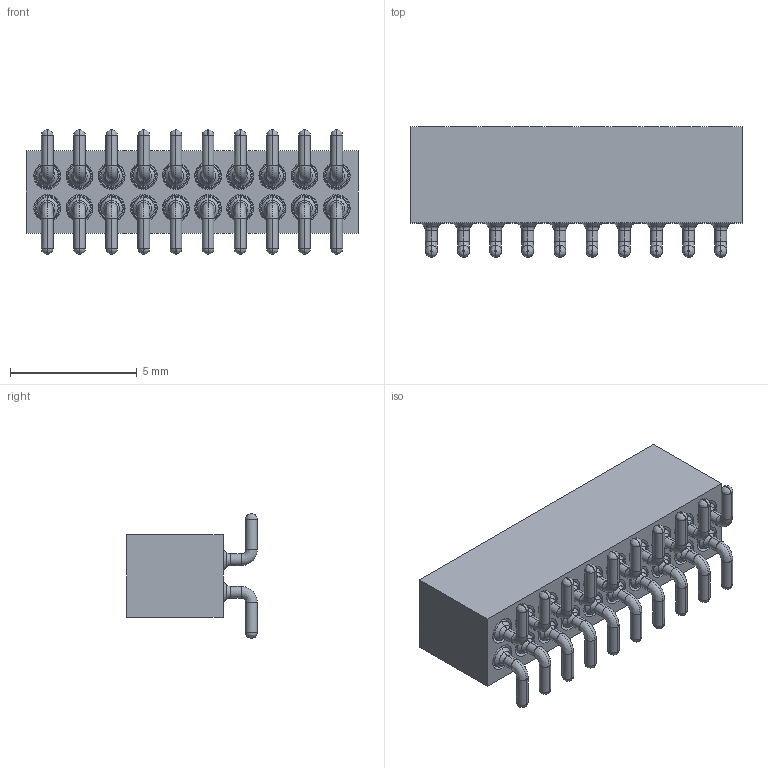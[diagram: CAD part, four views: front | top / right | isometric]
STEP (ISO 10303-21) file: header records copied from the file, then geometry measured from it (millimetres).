
FILE_DESCRIPTION( ('This file contains a STEP AP42 implementation' ,'as created by ZW3D STEP Interface translator.') ,'2;1' );
FILE_NAME( '3524-382XXMXX060X1.stp' ,'231013.155130', (''), ('ZWCAD Software Co.'), 'Version 1.0', 'ZW3D to STEP translator', '' );
FILE_SCHEMA(('AUTOMOTIVE_DESIGN { 1 0 10303 214 1 1 1 1 }'));
Length unit declared in the file: millimetre
Products named in the file (2): 0; 3524-38220MXX060X1
Bounding box: 13.11 x 5.15 x 4.9 mm (x, y, z)
Volume: 4 mm3; surface area: 952.4 mm2
Topology: 34 solids, 35 shells, 2162 faces, 5128 edges, 3048 vertices
Faces by surface type: bspline 890, plane 652, cone 580, cylinder 40
Entity records: 120028 total; most frequent: CARTESIAN_POINT 82549, ORIENTED_EDGE 10220, EDGE_CURVE 5048, B_SPLINE_CURVE_WITH_KNOTS 4918, VERTEX_POINT 3048, DIRECTION 2566, EDGE_LOOP 2334, FACE_OUTER_BOUND 2162
